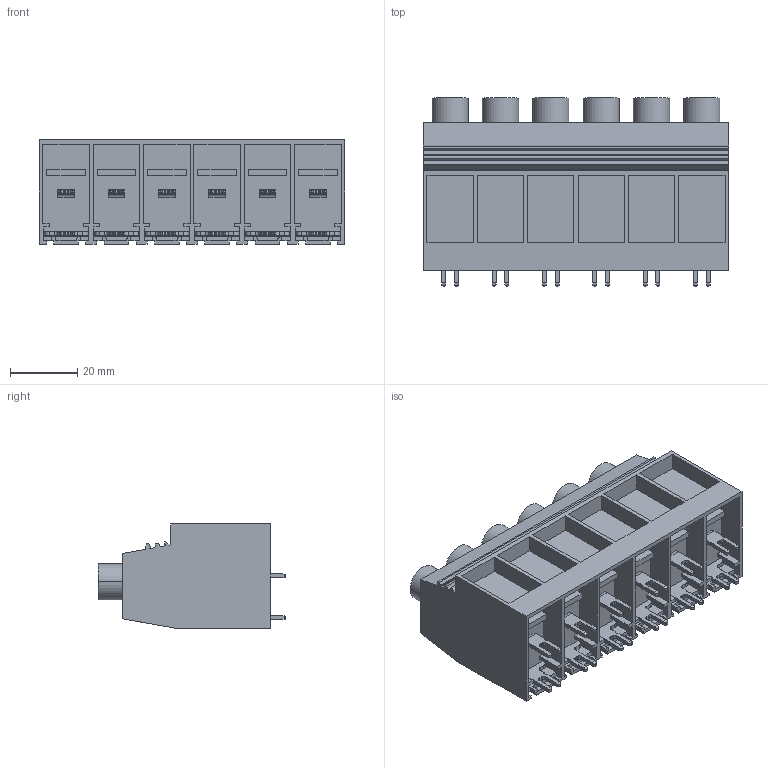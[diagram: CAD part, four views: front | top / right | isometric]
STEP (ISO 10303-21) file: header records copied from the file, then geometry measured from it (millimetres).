
FILE_DESCRIPTION(('CATIA V5 STEP Exchange','CAx-IF Rec.Pracs.--- Model Styling and Organization---1.2---2011-12-15'),'2;1');
FILE_NAME ('D1451648_0_1386400000_1386400000.stp','2016-10-28T10:54:13+00:00',('none'),('Weidmueller'),'CATIA Version 5-6 Release 2014','CATIA V5 STEP AP214','none');
FILE_SCHEMA(('AUTOMOTIVE_DESIGN { 1 0 10303 214 1 1 1 1 }'));
Length unit declared in the file: millimetre
Products named in the file (1): 1386400000_S
Bounding box: 91 x 56 x 31 mm (x, y, z)
Volume: 88738.1 mm3; surface area: 29920 mm2
Topology: 19 solids, 19 shells, 907 faces, 2610 edges, 1765 vertices
Faces by surface type: plane 659, cylinder 248
Entity records: 28313 total; most frequent: CARTESIAN_POINT 5697, ORIENTED_EDGE 5220, DIRECTION 3592, EDGE_CURVE 2610, VECTOR 2090, LINE 2090, VERTEX_POINT 1765, AXIS2_PLACEMENT_3D 958
